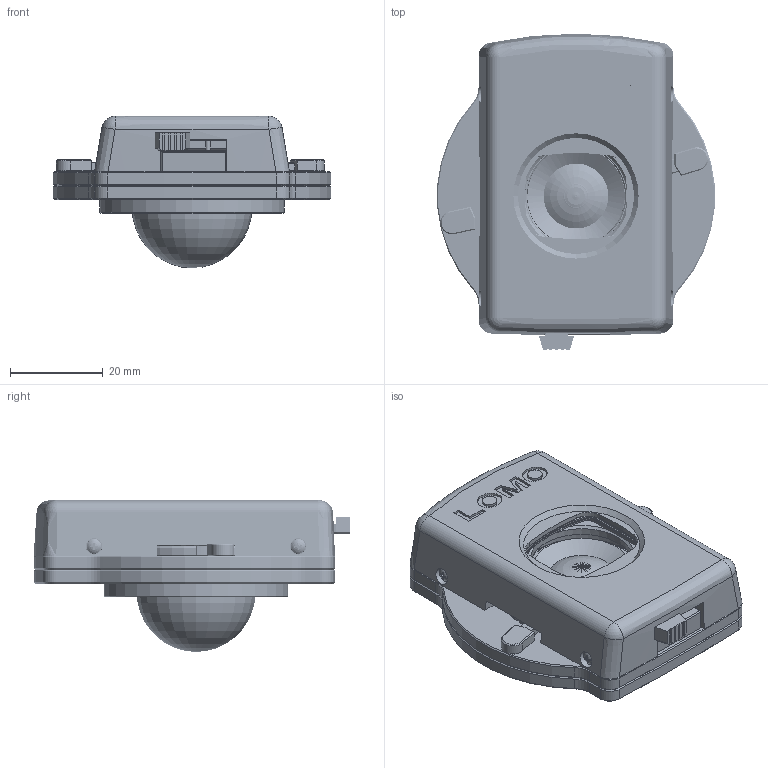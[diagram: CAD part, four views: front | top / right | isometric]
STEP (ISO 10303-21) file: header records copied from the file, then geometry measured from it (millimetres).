
FILE_DESCRIPTION(/* description */ ('Unknown'),/* implementation_level */ '2;1');
FILE_NAME(/* name */ 'lomo_LCA_assembly',/* time_stamp */ '2024-03-15T11:55:21-04:00',/* author */ ('Unknown'),/* organization */ ('Unknown'),/* preprocessor_version */ 'ST-DEVELOPER v18.1',/* originating_system */ 'Solid Edge',/* authorisation */ 'Unknown');
FILE_SCHEMA (('AUTOMOTIVE_DESIGN {1 0 10303 214 3 1 1}'));
Length unit declared in the file: millimetre
Products named in the file (18): lomo_LCA; lomo_LCA_lensMinitar; lomo_LCA_lensBase; M1.6_panHead_5mm; lomo_LCA_focusRing; lomo_LCA_focusLock; lomo_LCA_apertureBlade_2; lomo_LCA_apertureBlade_1; lomo_LCA_apertureClutch; lomo_LCA_apertureLever; lomo_LCA_shutterTrack; lomo_LCA_lensBase_mount; lomo_LCA_shutterClutch; lomo_LCA_shutterClutchSlide; lomo_LCA_shutterTrack_cap; lomo_LCA_lensFacePlate_LOMO; lomo_LCA_lensShutter_1; lomo_LCA_lensShutter_2
Assembly tree (31 placements, depth 2):
  lomo_LCA
    lomo_LCA_lensMinitar
    lomo_LCA_lensBase
    M1.6_panHead_5mm  x15
    lomo_LCA_focusRing
    lomo_LCA_focusLock
    lomo_LCA_apertureBlade_2
    lomo_LCA_apertureBlade_1
    lomo_LCA_apertureClutch
    lomo_LCA_apertureLever
    lomo_LCA_shutterTrack
    lomo_LCA_lensBase_mount
    lomo_LCA_shutterClutch
    lomo_LCA_shutterClutchSlide
    lomo_LCA_shutterTrack_cap
    lomo_LCA_lensFacePlate_LOMO
    lomo_LCA_lensShutter_1
    lomo_LCA_lensShutter_2
Bounding box: 59.8 x 68.25 x 32.75 mm (x, y, z)
Volume: 43295.1 mm3; surface area: 43413.2 mm2
Topology: 48 solids, 48 shells, 1555 faces, 3801 edges, 2396 vertices
Faces by surface type: plane 959, cylinder 293, cone 197, bspline 53, torus 34, sphere 19
Full cylindrical faces by diameter (mm): 1.3 x4, 1.4 x20, 1.5 x3, 1.6 x4, 1.8 x15, 2 x4, 3.203 x15, 3.5 x10, 9.5 x1, 13.5 x1, 20.5 x1, 20.7 x1, 21 x1, 21.2 x1, 22 x1, 24 x1, 26 x1, 28 x2, 29.1 x1, 39.8 x1
Entity records: 36972 total; most frequent: CARTESIAN_POINT 9940, DIRECTION 5194, ORIENTED_EDGE 5062, EDGE_CURVE 2531, AXIS2_PLACEMENT_3D 1751, LINE 1692, VECTOR 1692, VERTEX_POINT 1642
